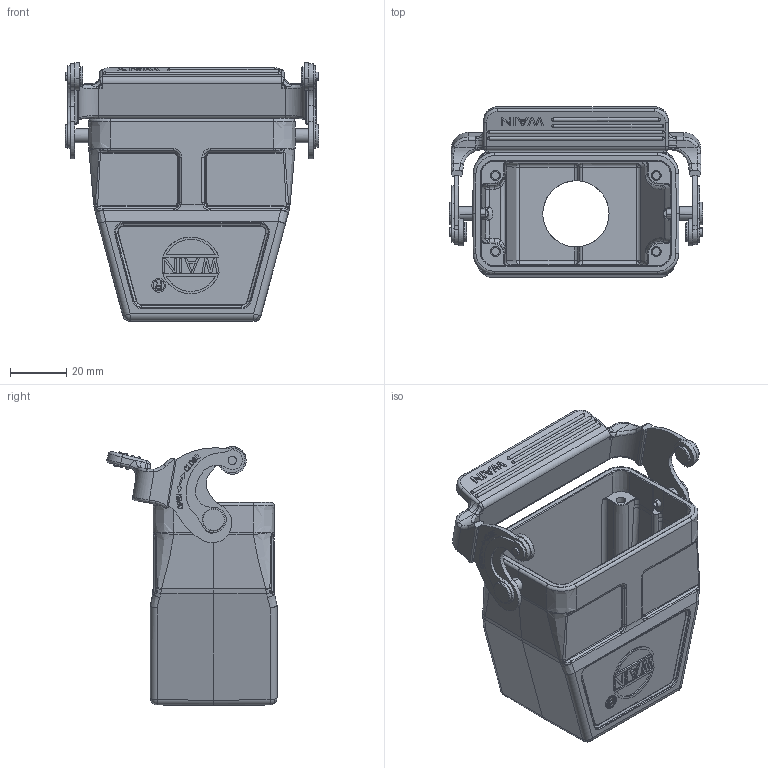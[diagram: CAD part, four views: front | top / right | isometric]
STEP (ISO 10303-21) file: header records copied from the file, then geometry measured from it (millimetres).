
FILE_DESCRIPTION((''),'2;1');
FILE_NAME('H10B-CCTH-1L_SC-M25','2020-09-28T',('f.li'),(''),'PRO/ENGINEER BY PARAMETRIC TECHNOLOGY CORPORATION, 2012480','PRO/ENGINEER BY PARAMETRIC TECHNOLOGY CORPORATION, 2012480','');
FILE_SCHEMA(('CONFIG_CONTROL_DESIGN'));
Products named in the file (1): H10B-CCTH-1L_SC-M25
Bounding box: 90.05 x 60.34 x 91.88 mm (x, y, z)
Volume: 73480.5 mm3; surface area: 41540.7 mm2
Topology: 2 solids, 15 shells, 1611 faces, 4241 edges, 2722 vertices
Faces by surface type: plane 639, cylinder 319, extrusion 304, bspline 189, torus 83, cone 43, sphere 34
Entity records: 60135 total; most frequent: CARTESIAN_POINT 22739, ORIENTED_EDGE 8412, DIRECTION 6492, EDGE_CURVE 4206, VERTEX_POINT 2722, VECTOR 2422, LINE 2118, AXIS2_PLACEMENT_3D 2035
